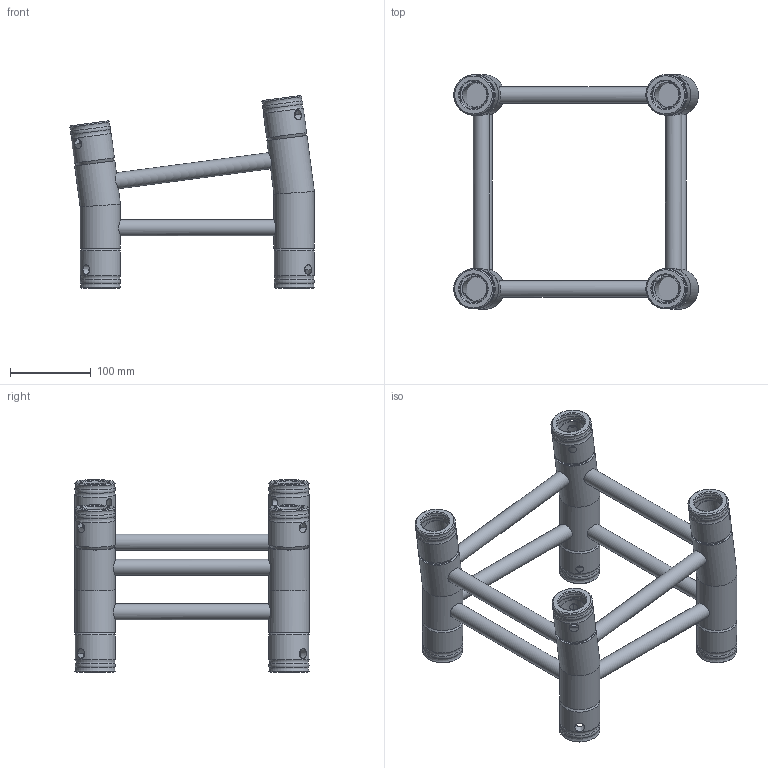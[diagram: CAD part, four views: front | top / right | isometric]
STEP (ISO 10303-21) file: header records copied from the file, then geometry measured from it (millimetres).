
FILE_DESCRIPTION(/* description */ (''),/* implementation_level */ '2;1');
FILE_NAME(/* name */ 'SQ-4121-7.5.stp',/* time_stamp */ '2021-02-25T10:45:30-08:00',/* author */ ('TheDanny'),/* organization */ (''),/* preprocessor_version */ 'ST-DEVELOPER v18.1',/* originating_system */ 'Autodesk Inventor 2021',/* authorisation */ '');
FILE_SCHEMA (('AUTOMOTIVE_DESIGN { 1 0 10303 214 3 1 1 }'));
Length unit declared in the file: inch
Products named in the file (25): SQ-4121-7.5; SQ-4121-7.51; SQ-4121-7.52; SQ-4121-7.53; SQ-4121-7.54; SQ-4121-7.55; SQ-4121-7.56; SQ-4121-7.57; SQ-4121-7.58; SQ-4121-7.59; SQ-4121-7.510; SQ-4121-7.511; SQ-4121-7.512; SQ-4121-7.513; SQ-4121-7.514; SQ-4121-7.515; SQ-4121-7.516; SQ-4121-7.517; SQ-4121-7.518; SQ-4121-7.519; SQ-4121-7.520; SQ-4121-7.521; SQ-4121-7.522; SQ-4121-7.523; SQ-4121-7.524
Assembly tree (24 placements, depth 2):
  SQ-4121-7.5
    SQ-4121-7.51
    SQ-4121-7.52
    SQ-4121-7.53
    SQ-4121-7.54
    SQ-4121-7.55
    SQ-4121-7.56
    SQ-4121-7.57
    SQ-4121-7.58
    SQ-4121-7.59
    SQ-4121-7.510
    SQ-4121-7.511
    SQ-4121-7.512
    SQ-4121-7.513
    SQ-4121-7.514
    SQ-4121-7.515
    SQ-4121-7.516
    SQ-4121-7.517
    SQ-4121-7.518
    SQ-4121-7.519
    SQ-4121-7.520
    SQ-4121-7.521
    SQ-4121-7.522
    SQ-4121-7.523
    SQ-4121-7.524
Bounding box: 302.89 x 290 x 238.77 mm (x, y, z)
Volume: 2606911.3 mm3; surface area: 526255.5 mm2
Topology: 24 solids, 24 shells, 192 faces, 488 edges, 328 vertices
Faces by surface type: cylinder 72, cone 56, plane 32, torus 32
Full cylindrical faces by diameter (mm): 16 x8, 20 x8, 30.3 x8, 45.8 x8, 46 x8, 50 x16
Entity records: 10915 total; most frequent: CARTESIAN_POINT 5297, DIRECTION 1042, ORIENTED_EDGE 976, EDGE_CURVE 488, AXIS2_PLACEMENT_3D 457, VERTEX_POINT 328, EDGE_LOOP 240, CIRCLE 192
